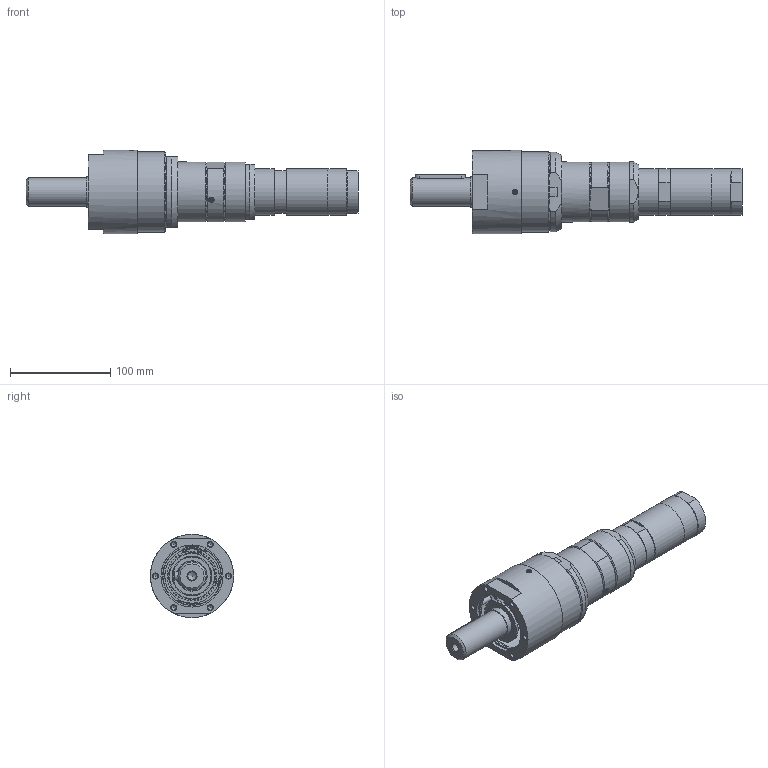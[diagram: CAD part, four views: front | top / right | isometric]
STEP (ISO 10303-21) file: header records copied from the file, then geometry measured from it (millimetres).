
FILE_DESCRIPTION(/* description */ (''),/* implementation_level */ '2;1');
FILE_NAME(/* name */ 'MUD 53-20_60025377.stp',/* time_stamp */ '2018-12-04T13:48:52+01:00',/* author */ ('flambert'),/* organization */ (''),/* preprocessor_version */ 'ST-DEVELOPER v17',/* originating_system */ 'Autodesk Inventor 2018',/* authorisation */ '');
FILE_SCHEMA (('AUTOMOTIVE_DESIGN { 1 0 10303 214 3 1 1 }'));
Length unit declared in the file: millimetre
Products named in the file (1): MUD 53-20_60025377
Bounding box: 331.5 x 83 x 83 mm (x, y, z)
Volume: 862785.5 mm3; surface area: 88002.9 mm2
Topology: 1 solids, 54 shells, 573 faces, 1335 edges, 900 vertices
Faces by surface type: cylinder 273, plane 234, cone 47, torus 8, bspline 7, sphere 4
Full cylindrical faces by diameter (mm): 1.55 x4, 2.5 x2, 3.3 x1, 3.6 x2, 4 x3, 4.917 x6, 5 x2, 5.5 x2, 8.376 x1, 11.445 x2, 18.631 x1, 28 x1, 30 x2, 36.5 x1, 38 x1, 40 x2, 45 x1, 46 x3, 46.5 x1, 54.453 x1, 60 x2, 62 x2, 65 x1, 68.178 x1, 68.376 x1, 80 x1, 83 x1
Entity records: 17429 total; most frequent: CARTESIAN_POINT 3262, DIRECTION 3115, ORIENTED_EDGE 2656, EDGE_CURVE 1328, AXIS2_PLACEMENT_3D 1288, VERTEX_POINT 900, CIRCLE 721, EDGE_LOOP 624
